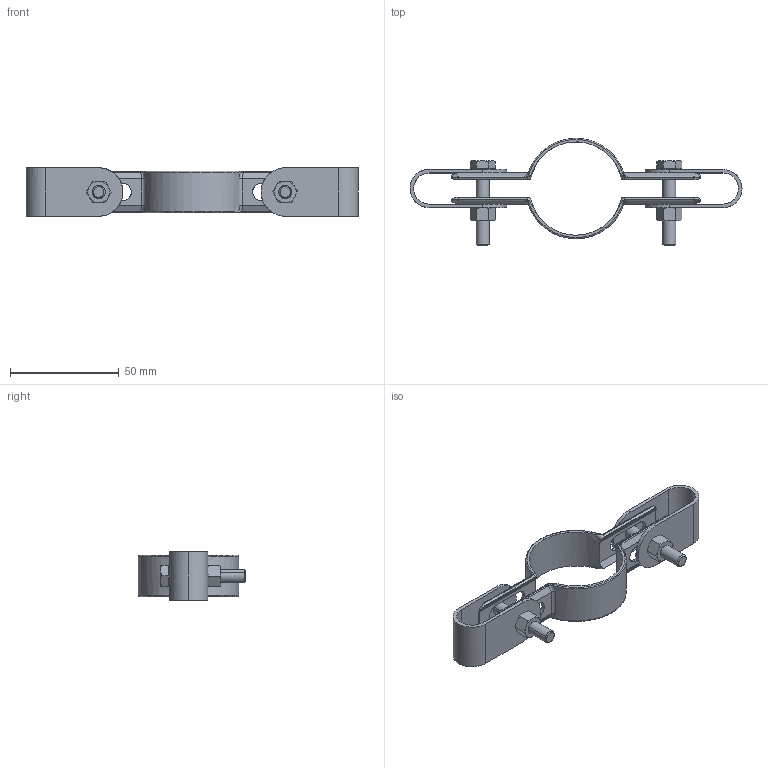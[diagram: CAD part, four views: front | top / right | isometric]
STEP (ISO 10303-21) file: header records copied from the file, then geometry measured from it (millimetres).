
FILE_DESCRIPTION (( 'STEP AP203' ), '1' );
FILE_NAME ('16171C.STEP', '2020-08-21T11:55:13', ( '' ), ( '' ), 'SwSTEP 2.0', 'SolidWorks 2019', '' );
FILE_SCHEMA (( 'CONFIG_CONTROL_DESIGN' ));
Length unit declared in the file: millimetre
Products named in the file (1): 16171C
Bounding box: 152.48 x 49.29 x 22.22 mm (x, y, z)
Volume: 16641.6 mm3; surface area: 21048.3 mm2
Topology: 8 solids, 8 shells, 278 faces, 684 edges, 424 vertices
Faces by surface type: bspline 278
Entity records: 12296 total; most frequent: CARTESIAN_POINT 8165, ORIENTED_EDGE 1368, EDGE_CURVE 684, B_SPLINE_CURVE_WITH_KNOTS 561, VERTEX_POINT 424, EDGE_LOOP 300, ADVANCED_FACE 278, FACE_OUTER_BOUND 278
